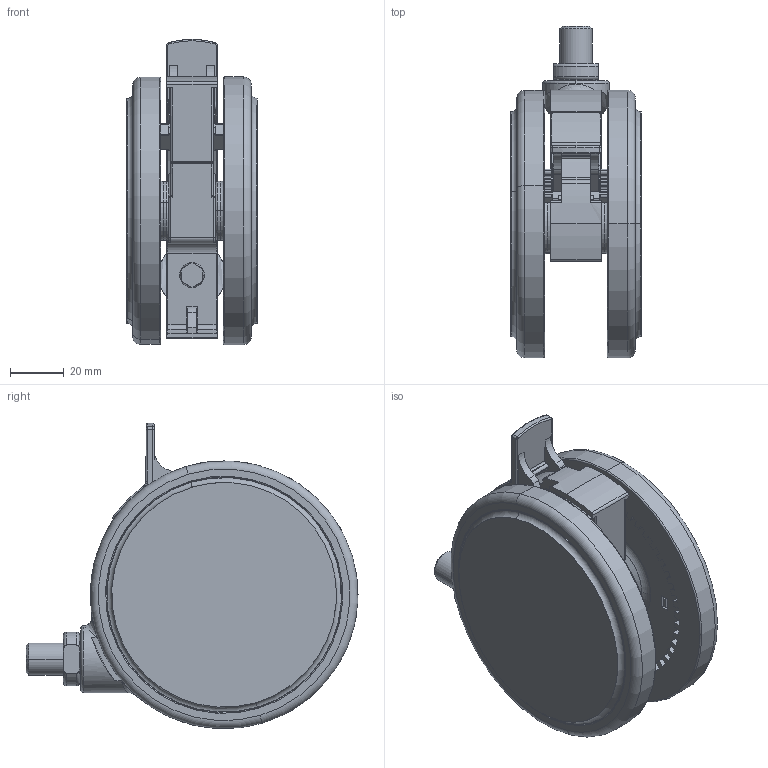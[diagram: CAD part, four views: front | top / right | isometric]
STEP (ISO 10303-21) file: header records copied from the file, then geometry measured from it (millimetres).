
FILE_DESCRIPTION (( 'STEP AP214' ), '1' );
FILE_NAME ('TCA-KFW100N12WS.STEP', '2016-08-25T04:31:01', ( '' ), ( '' ), 'SwSTEP 2.0', 'SolidWorks 2015', '' );
FILE_SCHEMA (( 'AUTOMOTIVE_DESIGN' ));
Length unit declared in the file: millimetre
Products named in the file (2): TCA-KFW100N12WS; caster
Assembly tree (1 placements, depth 2):
  TCA-KFW100N12WS
    caster
Bounding box: 48.6 x 124 x 114.07 mm (x, y, z)
Volume: 185559.5 mm3; surface area: 95671.6 mm2
Topology: 1 solids, 10 shells, 1520 faces, 3979 edges, 2507 vertices
Faces by surface type: cylinder 654, plane 528, torus 271, cone 34, bspline 24, sphere 9
Entity records: 48948 total; most frequent: CARTESIAN_POINT 10259, DIRECTION 8681, ORIENTED_EDGE 7918, EDGE_CURVE 3959, AXIS2_PLACEMENT_3D 3328, VERTEX_POINT 2505, LINE 2025, VECTOR 2025
